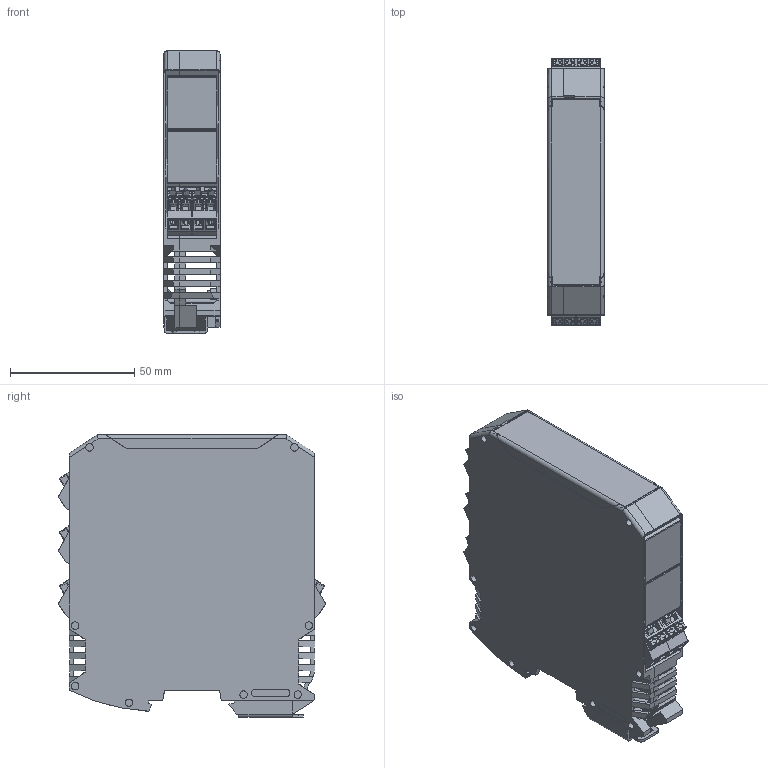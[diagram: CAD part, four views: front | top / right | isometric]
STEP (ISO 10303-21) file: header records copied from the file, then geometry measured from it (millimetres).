
FILE_DESCRIPTION(/* description */ ('Alibre Inc.'),/* implementation_level */ '2;1');
FILE_NAME(/* name */ 'export0',/* time_stamp */ '2017-04-03T11:32:36+02:00',/* author */ (''),/* organization */ (''),/* preprocessor_version */ 'ST-DEVELOPER v14',/* originating_system */ 'Alibre',/* authorisation */ '');
FILE_SCHEMA (('AUTOMOTIVE_DESIGN'));
Length unit declared in the file: millimetre
Products named in the file (16): ID_1
Bounding box: 22.6 x 107.75 x 113.7 mm (x, y, z)
Volume: 72736.5 mm3; surface area: 98839.4 mm2
Topology: 29 solids, 29 shells, 8115 faces, 22178 edges, 14385 vertices
Faces by surface type: plane 6470, cylinder 1431, cone 82, torus 68, sphere 64
Full cylindrical faces by diameter (mm): 2.08 x8, 2.1 x20, 4.98 x1, 5 x2, 8 x3
Entity records: 135311 total; most frequent: CARTESIAN_POINT 25425, ORIENTED_EDGE 24370, DIRECTION 18272, EDGE_CURVE 12182, VECTOR 10295, LINE 10295, VERTEX_POINT 7977, AXIS2_PLACEMENT_3D 5689
